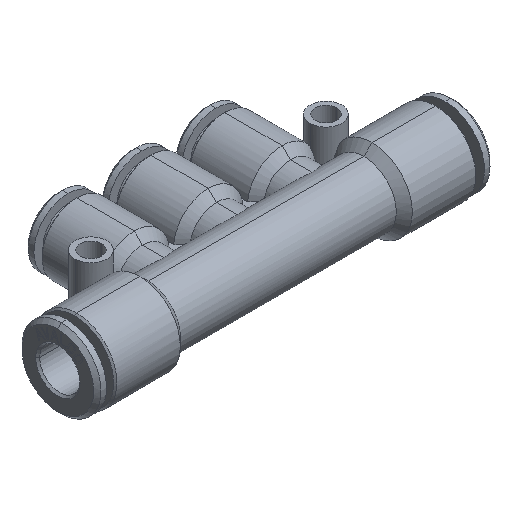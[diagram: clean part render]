
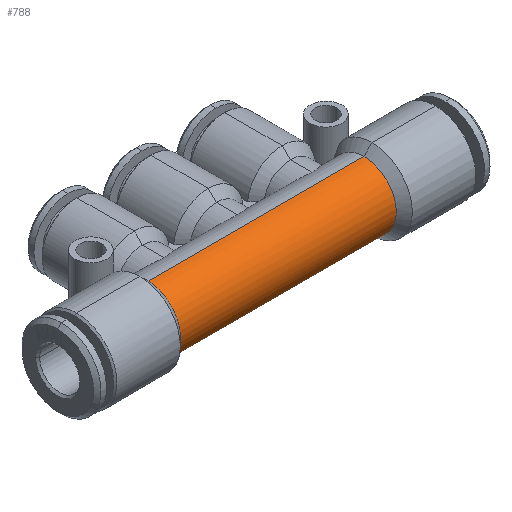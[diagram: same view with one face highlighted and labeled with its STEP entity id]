
A CAD part, isometric view. The second image highlights one B-rep face of the part: STEP entity #788.
In plain terms, the highlighted cylindrical face has radius 4.8 mm (diameter 9.6 mm), a partial arc.
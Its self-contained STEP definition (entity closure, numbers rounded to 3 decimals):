
#63=CARTESIAN_POINT('Vertex',(16.074,0.,-4.8)) ;
#151=CARTESIAN_POINT('Vertex',(16.074,0.,4.8)) ;
#157=CARTESIAN_POINT('Control Point',(16.074,0.,4.8)) ;
#158=CARTESIAN_POINT('Control Point',(16.074,-0.754,4.8)) ;
#159=CARTESIAN_POINT('Control Point',(16.074,-1.508,4.642)) ;
#160=CARTESIAN_POINT('Control Point',(16.074,-2.211,4.327)) ;
#161=CARTESIAN_POINT('Control Point',(16.074,-2.821,3.883)) ;
#162=CARTESIAN_POINT('Vertex',(16.074,-2.821,3.883)) ;
#166=CARTESIAN_POINT('Control Point',(16.074,-2.821,3.883)) ;
#167=CARTESIAN_POINT('Control Point',(16.074,-3.797,3.174)) ;
#168=CARTESIAN_POINT('Control Point',(16.074,-4.551,2.159)) ;
#169=CARTESIAN_POINT('Control Point',(16.074,-4.951,0.929)) ;
#170=CARTESIAN_POINT('Control Point',(16.074,-4.938,-0.336)) ;
#171=CARTESIAN_POINT('Control Point',(16.074,-4.565,-1.483)) ;
#172=CARTESIAN_POINT('Vertex',(16.074,-4.565,-1.483)) ;
#176=CARTESIAN_POINT('Control Point',(16.074,-4.565,-1.483)) ;
#177=CARTESIAN_POINT('Control Point',(16.074,-4.192,-2.631)) ;
#178=CARTESIAN_POINT('Control Point',(16.074,-3.459,-3.661)) ;
#179=CARTESIAN_POINT('Control Point',(16.074,-2.413,-4.422)) ;
#180=CARTESIAN_POINT('Control Point',(16.074,-1.206,-4.8)) ;
#181=CARTESIAN_POINT('Control Point',(16.074,0.,-4.8)) ;
#202=CARTESIAN_POINT('Line Origine',(0.,0.,-4.8)) ;
#206=CARTESIAN_POINT('Vertex',(-16.074,0.,-4.8)) ;
#747=CARTESIAN_POINT('Axis2P3D Location',(-16.074,0.,0.)) ;
#752=CARTESIAN_POINT('Line Origine',(0.,0.,4.8)) ;
#756=CARTESIAN_POINT('Vertex',(-16.074,0.,4.8)) ;
#759=CARTESIAN_POINT('Axis2P3D Location',(-16.074,0.,0.)) ;
#763=CARTESIAN_POINT('Vertex',(-16.074,-2.821,3.883)) ;
#766=CARTESIAN_POINT('Axis2P3D Location',(-16.074,0.,0.)) ;
#770=CARTESIAN_POINT('Vertex',(-16.074,-4.565,-1.483)) ;
#773=CARTESIAN_POINT('Axis2P3D Location',(-16.074,0.,0.)) ;
#203=DIRECTION('Vector Direction',(1.,0.,0.)) ;
#748=DIRECTION('Axis2P3D Direction',(1.,0.,-0.)) ;
#749=DIRECTION('Axis2P3D XDirection',(0.,0.588,0.809)) ;
#753=DIRECTION('Vector Direction',(1.,0.,0.)) ;
#760=DIRECTION('Axis2P3D Direction',(1.,0.,-0.)) ;
#767=DIRECTION('Axis2P3D Direction',(1.,0.,-0.)) ;
#774=DIRECTION('Axis2P3D Direction',(1.,0.,-0.)) ;
#750=AXIS2_PLACEMENT_3D('Cylinder Axis2P3D',#747,#748,#749) ;
#761=AXIS2_PLACEMENT_3D('Circle Axis2P3D',#759,#760,$) ;
#768=AXIS2_PLACEMENT_3D('Circle Axis2P3D',#766,#767,$) ;
#775=AXIS2_PLACEMENT_3D('Circle Axis2P3D',#773,#774,$) ;
#779=ORIENTED_EDGE('',*,*,#758,.F.) ;
#780=ORIENTED_EDGE('',*,*,#765,.T.) ;
#781=ORIENTED_EDGE('',*,*,#772,.T.) ;
#782=ORIENTED_EDGE('',*,*,#777,.T.) ;
#783=ORIENTED_EDGE('',*,*,#208,.F.) ;
#784=ORIENTED_EDGE('',*,*,#182,.F.) ;
#785=ORIENTED_EDGE('',*,*,#174,.F.) ;
#786=ORIENTED_EDGE('',*,*,#164,.F.) ;
#204=VECTOR('Line Direction',#203,1.) ;
#754=VECTOR('Line Direction',#753,1.) ;
#788=ADVANCED_FACE('Corps principal',(#787),#751,.T.) ;
#156=B_SPLINE_CURVE_WITH_KNOTS('',4,(#157,#158,#159,#160,#161),.UNSPECIFIED.,.F.,.U.,(5,5),(0.,62.832),.UNSPECIFIED.) ;
#165=B_SPLINE_CURVE_WITH_KNOTS('',5,(#166,#167,#168,#169,#170,#171),.UNSPECIFIED.,.F.,.U.,(6,6),(62.832,188.496),.UNSPECIFIED.) ;
#175=B_SPLINE_CURVE_WITH_KNOTS('',5,(#176,#177,#178,#179,#180,#181),.UNSPECIFIED.,.F.,.U.,(6,6),(188.496,314.16),.UNSPECIFIED.) ;
#762=CIRCLE('generated circle',#761,4.8) ;
#769=CIRCLE('generated circle',#768,4.8) ;
#776=CIRCLE('generated circle',#775,4.8) ;
#751=CYLINDRICAL_SURFACE('generated cylinder',#750,4.8) ;
#164=EDGE_CURVE('',#152,#163,#156,.T.) ;
#174=EDGE_CURVE('',#163,#173,#165,.T.) ;
#182=EDGE_CURVE('',#173,#64,#175,.T.) ;
#208=EDGE_CURVE('',#64,#207,#205,.F.) ;
#758=EDGE_CURVE('',#757,#152,#755,.T.) ;
#765=EDGE_CURVE('',#757,#764,#762,.T.) ;
#772=EDGE_CURVE('',#764,#771,#769,.T.) ;
#777=EDGE_CURVE('',#771,#207,#776,.T.) ;
#778=EDGE_LOOP('',(#779,#780,#781,#782,#783,#784,#785,#786)) ;
#787=FACE_OUTER_BOUND('',#778,.T.) ;
#205=LINE('Line',#202,#204) ;
#755=LINE('Line',#752,#754) ;
#64=VERTEX_POINT('',#63) ;
#152=VERTEX_POINT('',#151) ;
#163=VERTEX_POINT('',#162) ;
#173=VERTEX_POINT('',#172) ;
#207=VERTEX_POINT('',#206) ;
#757=VERTEX_POINT('',#756) ;
#764=VERTEX_POINT('',#763) ;
#771=VERTEX_POINT('',#770) ;
